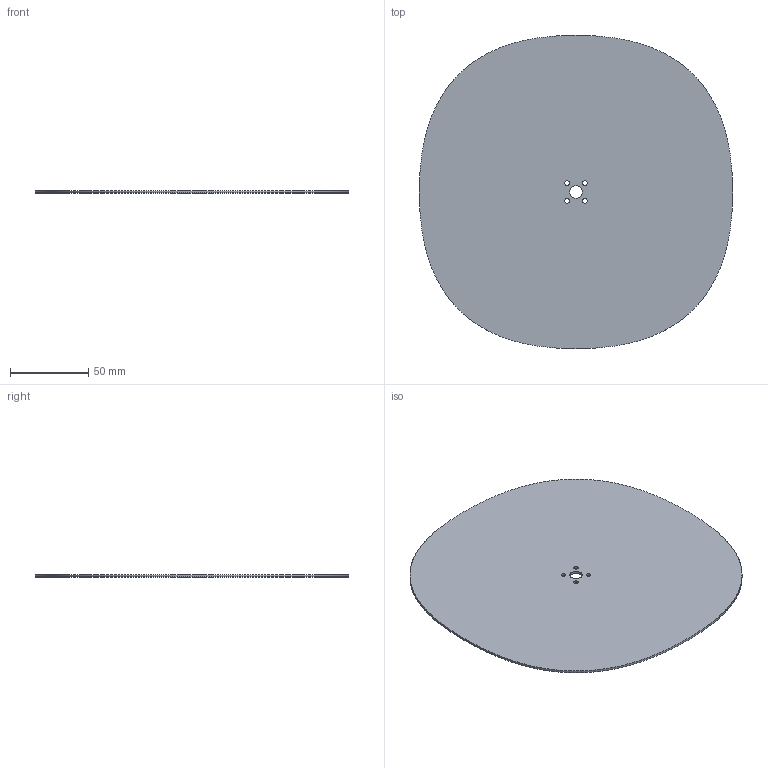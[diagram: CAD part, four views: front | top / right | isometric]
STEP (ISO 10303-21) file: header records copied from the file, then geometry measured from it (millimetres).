
FILE_DESCRIPTION(('KiCad electronic assembly'),'2;1');
FILE_NAME('Rotor.step','2026-01-11T13:28:28',('Pcbnew'),('Kicad'), 'Open CASCADE STEP processor 7.9','KiCad to STEP converter','Unknown' );
FILE_SCHEMA(('AUTOMOTIVE_DESIGN { 1 0 10303 214 1 1 1 1 }'));
Length unit declared in the file: millimetre
Products named in the file (2): Rotor 1; Rotor_PCB
Assembly tree (1 placements, depth 2):
  Rotor 1
    Rotor_PCB
Bounding box: 200 x 200 x 1.51 mm (x, y, z)
Volume: 50207 mm3; surface area: 67574.6 mm2
Topology: 1 solids, 1 shells, 623 faces, 1863 edges, 1242 vertices
Faces by surface type: plane 618, cylinder 5
Full cylindrical faces by diameter (mm): 3 x4, 8 x1
Entity records: 20584 total; most frequent: CARTESIAN_POINT 3730, ORIENTED_EDGE 3726, DIRECTION 3123, EDGE_CURVE 1863, LINE 1853, VECTOR 1853, VERTEX_POINT 1242, AXIS2_PLACEMENT_3D 635
